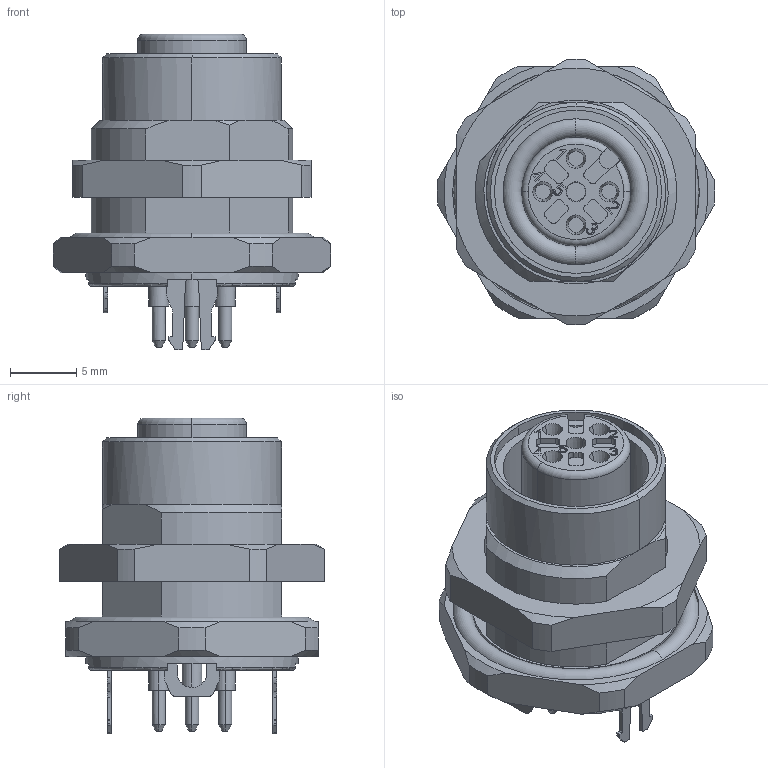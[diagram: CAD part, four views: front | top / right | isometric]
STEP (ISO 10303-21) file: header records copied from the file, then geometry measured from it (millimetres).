
FILE_DESCRIPTION(('CATIA V5 STEP Exchange','CAx-IF Rec.Pracs.--- Model Styling and Organization---1.4--- 2014-01-23'),'2;1');
FILE_NAME ('013896-2_0_1467770000_1467770000.stp','2020-11-19T16:08:44+00:00',('none'),('Weidmueller'),'CATIA Version 5-6 Release 2016 SP3 HF44','CATIA V5 STEP AP214','none');
FILE_SCHEMA(('AUTOMOTIVE_DESIGN { 1 0 10303 214 1 1 1 1 }'));
Length unit declared in the file: millimetre
Products named in the file (1): 1467770000
Bounding box: 20.89 x 19.99 x 23.8 mm (x, y, z)
Volume: 3238.1 mm3; surface area: 3246 mm2
Topology: 4 solids, 4 shells, 409 faces, 1160 edges, 774 vertices
Faces by surface type: plane 178, cylinder 132, cone 46, extrusion 32, torus 21
Entity records: 14427 total; most frequent: CARTESIAN_POINT 4233, ORIENTED_EDGE 2320, DIRECTION 1691, EDGE_CURVE 1160, VERTEX_POINT 774, AXIS2_PLACEMENT_3D 661, VECTOR 656, LINE 624
